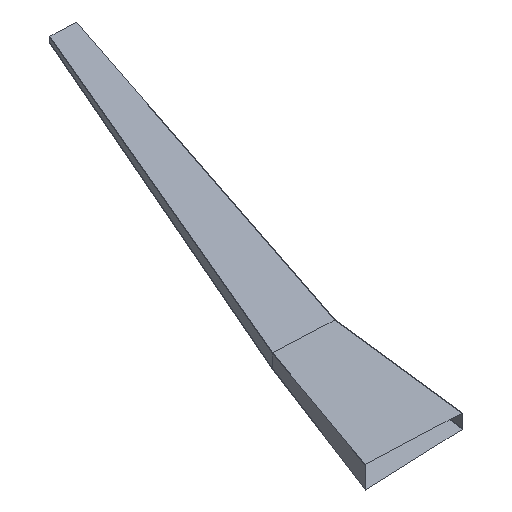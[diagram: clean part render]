
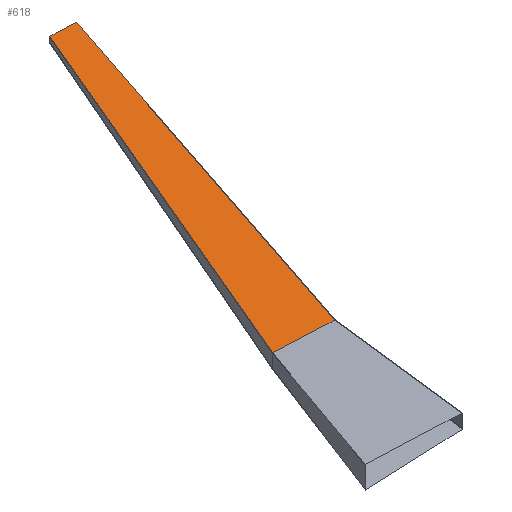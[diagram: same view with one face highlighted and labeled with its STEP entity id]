
A CAD part, isometric view. The second image highlights one B-rep face of the part: STEP entity #618.
In plain terms, the highlighted free-form (B-spline) face has degree [1, 1] with [2, 2] control points.
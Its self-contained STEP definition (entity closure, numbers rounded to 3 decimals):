
#618 = ADVANCED_FACE('',(#619),#632,.T.);
#619 = FACE_BOUND('',#620,.T.);
#620 = EDGE_LOOP('',(#621,#643,#658,#673));
#621 = ORIENTED_EDGE('',*,*,#622,.F.);
#622 = EDGE_CURVE('',#623,#625,#627,.T.);
#623 = VERTEX_POINT('',#624);
#624 = CARTESIAN_POINT('',(-3.041,4.5,0.276));
#625 = VERTEX_POINT('',#626);
#626 = CARTESIAN_POINT('',(2.075,16.4,0.119));
#627 = SURFACE_CURVE('',#628,(#631),.PCURVE_S1.);
#628 = B_SPLINE_CURVE_WITH_KNOTS('',1,(#629,#630),.UNSPECIFIED.,.F.,.F.,
  (2,2),(0.,1.),.PIECEWISE_BEZIER_KNOTS.);
#629 = CARTESIAN_POINT('',(-3.041,4.5,0.276));
#630 = CARTESIAN_POINT('',(2.075,16.4,0.119));
#631 = PCURVE('',#632,#637);
#632 = B_SPLINE_SURFACE_WITH_KNOTS('',1,1,(
    (#633,#634)
    ,(#635,#636
    )),.UNSPECIFIED.,.F.,.F.,.F.,(2,2),(2,2),(0.,1.902),(0.,1.)
  ,.PIECEWISE_BEZIER_KNOTS.);
#633 = CARTESIAN_POINT('',(-3.041,4.5,0.276));
#634 = CARTESIAN_POINT('',(2.075,16.4,0.119));
#635 = CARTESIAN_POINT('',(-1.14,4.5,0.197));
#636 = CARTESIAN_POINT('',(2.895,16.4,0.085));
#637 = DEFINITIONAL_REPRESENTATION('',(#638),#642);
#638 = LINE('',#639,#640);
#639 = CARTESIAN_POINT('',(0.,0.));
#640 = VECTOR('',#641,1.);
#641 = DIRECTION('',(0.,1.));
#642 = ( GEOMETRIC_REPRESENTATION_CONTEXT(2) 
PARAMETRIC_REPRESENTATION_CONTEXT() REPRESENTATION_CONTEXT('2D SPACE',''
  ) );
#643 = ORIENTED_EDGE('',*,*,#644,.T.);
#644 = EDGE_CURVE('',#623,#645,#647,.T.);
#645 = VERTEX_POINT('',#646);
#646 = CARTESIAN_POINT('',(-1.14,4.5,0.197));
#647 = SURFACE_CURVE('',#648,(#651),.PCURVE_S1.);
#648 = B_SPLINE_CURVE_WITH_KNOTS('',1,(#649,#650),.UNSPECIFIED.,.F.,.F.,
  (2,2),(0.,1.902),.PIECEWISE_BEZIER_KNOTS.);
#649 = CARTESIAN_POINT('',(-3.041,4.5,0.276));
#650 = CARTESIAN_POINT('',(-1.14,4.5,0.197));
#651 = PCURVE('',#632,#652);
#652 = DEFINITIONAL_REPRESENTATION('',(#653),#657);
#653 = LINE('',#654,#655);
#654 = CARTESIAN_POINT('',(0.,0.));
#655 = VECTOR('',#656,1.);
#656 = DIRECTION('',(1.,0.));
#657 = ( GEOMETRIC_REPRESENTATION_CONTEXT(2) 
PARAMETRIC_REPRESENTATION_CONTEXT() REPRESENTATION_CONTEXT('2D SPACE',''
  ) );
#658 = ORIENTED_EDGE('',*,*,#659,.T.);
#659 = EDGE_CURVE('',#645,#660,#662,.T.);
#660 = VERTEX_POINT('',#661);
#661 = CARTESIAN_POINT('',(2.895,16.4,0.085));
#662 = SURFACE_CURVE('',#663,(#666),.PCURVE_S1.);
#663 = B_SPLINE_CURVE_WITH_KNOTS('',1,(#664,#665),.UNSPECIFIED.,.F.,.F.,
  (2,2),(0.,1.),.PIECEWISE_BEZIER_KNOTS.);
#664 = CARTESIAN_POINT('',(-1.14,4.5,0.197));
#665 = CARTESIAN_POINT('',(2.895,16.4,0.085));
#666 = PCURVE('',#632,#667);
#667 = DEFINITIONAL_REPRESENTATION('',(#668),#672);
#668 = LINE('',#669,#670);
#669 = CARTESIAN_POINT('',(1.902,0.));
#670 = VECTOR('',#671,1.);
#671 = DIRECTION('',(0.,1.));
#672 = ( GEOMETRIC_REPRESENTATION_CONTEXT(2) 
PARAMETRIC_REPRESENTATION_CONTEXT() REPRESENTATION_CONTEXT('2D SPACE',''
  ) );
#673 = ORIENTED_EDGE('',*,*,#674,.F.);
#674 = EDGE_CURVE('',#625,#660,#675,.T.);
#675 = SURFACE_CURVE('',#676,(#679),.PCURVE_S1.);
#676 = B_SPLINE_CURVE_WITH_KNOTS('',1,(#677,#678),.UNSPECIFIED.,.F.,.F.,
  (2,2),(0.,1.902),.PIECEWISE_BEZIER_KNOTS.);
#677 = CARTESIAN_POINT('',(2.075,16.4,0.119));
#678 = CARTESIAN_POINT('',(2.895,16.4,0.085));
#679 = PCURVE('',#632,#680);
#680 = DEFINITIONAL_REPRESENTATION('',(#681),#685);
#681 = LINE('',#682,#683);
#682 = CARTESIAN_POINT('',(0.,1.));
#683 = VECTOR('',#684,1.);
#684 = DIRECTION('',(1.,0.));
#685 = ( GEOMETRIC_REPRESENTATION_CONTEXT(2) 
PARAMETRIC_REPRESENTATION_CONTEXT() REPRESENTATION_CONTEXT('2D SPACE',''
  ) );
